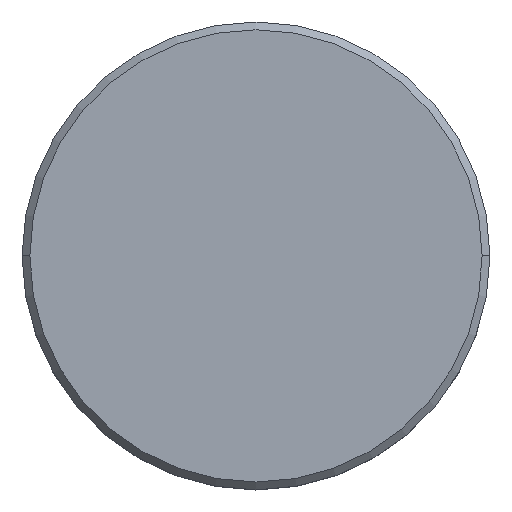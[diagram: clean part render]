
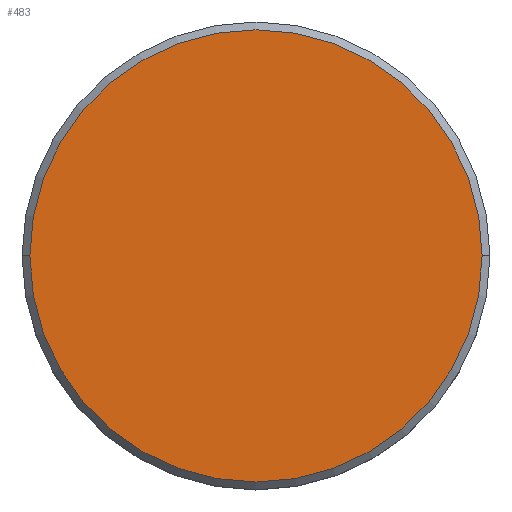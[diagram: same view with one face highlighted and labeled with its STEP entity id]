
A CAD part, top view. The second image highlights one B-rep face of the part: STEP entity #483.
In plain terms, the highlighted planar face has unit normal (0, 0, 1).
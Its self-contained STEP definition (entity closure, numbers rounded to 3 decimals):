
#30 = CARTESIAN_POINT ( 'NONE',  ( 0., 0., 0. ) ) ;
#34 = PLANE ( 'NONE',  #116 ) ;
#37 = DIRECTION ( 'NONE',  ( 0., 0., 1. ) ) ;
#59 = DIRECTION ( 'NONE',  ( 0., 0., 1. ) ) ;
#116 = AXIS2_PLACEMENT_3D ( 'NONE', #30, #214, #533 ) ;
#155 = VERTEX_POINT ( 'NONE', #434 ) ;
#176 = CARTESIAN_POINT ( 'NONE',  ( -14.5, 0., 0. ) ) ;
#214 = DIRECTION ( 'NONE',  ( 0., 0., 1. ) ) ;
#222 = AXIS2_PLACEMENT_3D ( 'NONE', #450, #37, #397 ) ;
#241 = VERTEX_POINT ( 'NONE', #176 ) ;
#245 = AXIS2_PLACEMENT_3D ( 'NONE', #504, #59, #557 ) ;
#252 = EDGE_LOOP ( 'NONE', ( #444, #591 ) ) ;
#348 = FACE_OUTER_BOUND ( 'NONE', #252, .T. ) ;
#372 = CIRCLE ( 'NONE', #222, 14.5 ) ;
#397 = DIRECTION ( 'NONE',  ( 1., 0., 0. ) ) ;
#411 = EDGE_CURVE ( 'NONE', #241, #155, #372, .T. ) ;
#434 = CARTESIAN_POINT ( 'NONE',  ( 14.5, 0., 0. ) ) ;
#444 = ORIENTED_EDGE ( 'NONE', *, *, #411, .T. ) ;
#450 = CARTESIAN_POINT ( 'NONE',  ( 0., 0., 0. ) ) ;
#483 = ADVANCED_FACE ( 'NONE', ( #348 ), #34, .T. ) ;
#504 = CARTESIAN_POINT ( 'NONE',  ( 0., 0., 0. ) ) ;
#518 = CIRCLE ( 'NONE', #245, 14.5 ) ;
#533 = DIRECTION ( 'NONE',  ( 1., 0., 0. ) ) ;
#557 = DIRECTION ( 'NONE',  ( 1., 0., 0. ) ) ;
#582 = EDGE_CURVE ( 'NONE', #155, #241, #518, .T. ) ;
#591 = ORIENTED_EDGE ( 'NONE', *, *, #582, .T. ) ;
